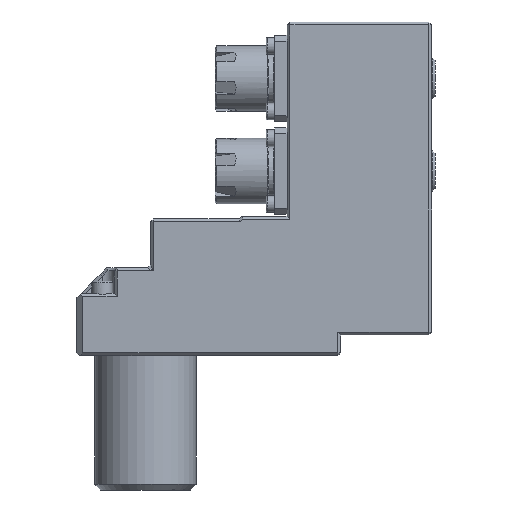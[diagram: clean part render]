
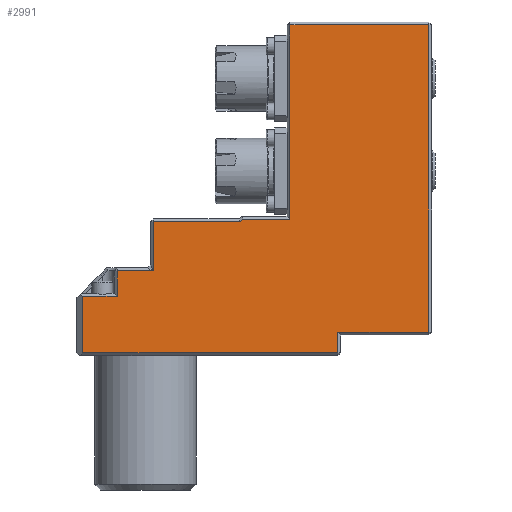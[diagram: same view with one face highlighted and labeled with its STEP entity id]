
A CAD part, front view. The second image highlights one B-rep face of the part: STEP entity #2991.
In plain terms, the highlighted face is planar.
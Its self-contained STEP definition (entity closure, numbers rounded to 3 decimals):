
#143=LINE('',#4525,#415);
#185=LINE('',#4648,#457);
#228=LINE('',#4750,#500);
#231=LINE('',#4756,#503);
#237=LINE('',#4765,#509);
#240=LINE('',#4771,#512);
#247=LINE('',#4791,#519);
#255=LINE('',#4833,#527);
#256=LINE('',#4835,#528);
#262=LINE('',#4847,#534);
#264=LINE('',#4850,#536);
#269=LINE('',#4859,#541);
#271=LINE('',#4862,#543);
#276=LINE('',#4869,#548);
#415=VECTOR('',#3692,19.);
#457=VECTOR('',#3762,8.5);
#500=VECTOR('',#3843,16.5);
#503=VECTOR('',#3848,29.214);
#509=VECTOR('',#3860,12.2);
#512=VECTOR('',#3865,1.131);
#519=VECTOR('',#3884,15.786);
#527=VECTOR('',#3898,65.2);
#528=VECTOR('',#3901,46.5);
#534=VECTOR('',#3913,11.5);
#536=VECTOR('',#3917,103.);
#541=VECTOR('',#3926,30.5);
#543=VECTOR('',#3930,7.);
#548=VECTOR('',#3939,85.5);
#716=PLANE('',#3247);
#987=FACE_OUTER_BOUND('',#1236,.T.);
#1236=EDGE_LOOP('',(#2521,#2522,#2523,#2524,#2525,#2526,#2527,#2528,#2529,
#2530,#2531,#2532,#2533,#2534));
#1503=VERTEX_POINT('',#4522);
#1504=VERTEX_POINT('',#4524);
#1511=VERTEX_POINT('',#4540);
#1520=VERTEX_POINT('',#4565);
#1526=VERTEX_POINT('',#4582);
#1536=VERTEX_POINT('',#4635);
#1539=VERTEX_POINT('',#4643);
#1540=VERTEX_POINT('',#4647);
#1555=VERTEX_POINT('',#4698);
#1562=VERTEX_POINT('',#4716);
#1572=VERTEX_POINT('',#4755);
#1574=VERTEX_POINT('',#4770);
#1578=VERTEX_POINT('',#4790);
#1590=VERTEX_POINT('',#4858);
#1789=EDGE_CURVE('',#1503,#1504,#143,.T.);
#1834=EDGE_CURVE('',#1540,#1539,#185,.T.);
#1881=EDGE_CURVE('',#1555,#1562,#228,.T.);
#1884=EDGE_CURVE('',#1562,#1572,#231,.T.);
#1890=EDGE_CURVE('',#1539,#1555,#237,.T.);
#1893=EDGE_CURVE('',#1572,#1574,#240,.T.);
#1903=EDGE_CURVE('',#1574,#1578,#247,.T.);
#1914=EDGE_CURVE('',#1578,#1536,#255,.T.);
#1915=EDGE_CURVE('',#1536,#1526,#256,.T.);
#1922=EDGE_CURVE('',#1504,#1540,#262,.T.);
#1924=EDGE_CURVE('',#1526,#1520,#264,.T.);
#1929=EDGE_CURVE('',#1520,#1590,#269,.T.);
#1931=EDGE_CURVE('',#1590,#1511,#271,.T.);
#1936=EDGE_CURVE('',#1511,#1503,#276,.T.);
#2521=ORIENTED_EDGE('',*,*,#1936,.F.);
#2522=ORIENTED_EDGE('',*,*,#1931,.F.);
#2523=ORIENTED_EDGE('',*,*,#1929,.F.);
#2524=ORIENTED_EDGE('',*,*,#1924,.F.);
#2525=ORIENTED_EDGE('',*,*,#1915,.F.);
#2526=ORIENTED_EDGE('',*,*,#1914,.F.);
#2527=ORIENTED_EDGE('',*,*,#1903,.F.);
#2528=ORIENTED_EDGE('',*,*,#1893,.F.);
#2529=ORIENTED_EDGE('',*,*,#1884,.F.);
#2530=ORIENTED_EDGE('',*,*,#1881,.F.);
#2531=ORIENTED_EDGE('',*,*,#1890,.F.);
#2532=ORIENTED_EDGE('',*,*,#1834,.F.);
#2533=ORIENTED_EDGE('',*,*,#1922,.F.);
#2534=ORIENTED_EDGE('',*,*,#1789,.F.);
#2991=ADVANCED_FACE('',(#987),#716,.T.);
#3247=AXIS2_PLACEMENT_3D('',#4929,#3949,#3950);
#3692=DIRECTION('',(-1.,0.,0.));
#3762=DIRECTION('',(-1.,0.,0.));
#3843=DIRECTION('',(-1.,0.,0.));
#3848=DIRECTION('',(0.,1.,0.));
#3860=DIRECTION('',(0.,1.,0.));
#3865=DIRECTION('',(-0.707,0.707,0.));
#3884=DIRECTION('',(0.,1.,0.));
#3898=DIRECTION('',(-1.,0.,0.));
#3901=DIRECTION('',(0.,1.,0.));
#3913=DIRECTION('',(0.,1.,0.));
#3917=DIRECTION('',(1.,0.,0.));
#3926=DIRECTION('',(0.,-1.,0.));
#3930=DIRECTION('',(1.,0.,0.));
#3939=DIRECTION('',(0.,-1.,0.));
#3949=DIRECTION('center_axis',(0.,0.,1.));
#3950=DIRECTION('ref_axis',(1.,0.,0.));
#4522=CARTESIAN_POINT('',(-1.,2.,37.7));
#4524=CARTESIAN_POINT('',(-20.,2.,37.7));
#4525=CARTESIAN_POINT('',(-37.518,2.,37.7));
#4540=CARTESIAN_POINT('',(-1.,87.5,37.7));
#4565=CARTESIAN_POINT('',(-8.,118.,37.7));
#4582=CARTESIAN_POINT('',(-111.,118.,37.7));
#4635=CARTESIAN_POINT('',(-111.,71.5,37.7));
#4643=CARTESIAN_POINT('',(-28.5,13.5,37.7));
#4647=CARTESIAN_POINT('',(-20.,13.5,37.7));
#4648=CARTESIAN_POINT('',(-37.518,13.5,37.7));
#4698=CARTESIAN_POINT('',(-28.5,25.7,37.7));
#4716=CARTESIAN_POINT('',(-45.,25.7,37.7));
#4750=CARTESIAN_POINT('',(-45.768,25.7,37.7));
#4755=CARTESIAN_POINT('',(-45.,54.914,37.7));
#4756=CARTESIAN_POINT('',(-45.,62.232,37.7));
#4765=CARTESIAN_POINT('',(-28.5,47.332,37.7));
#4770=CARTESIAN_POINT('',(-45.8,55.714,37.7));
#4771=CARTESIAN_POINT('',(-49.243,59.157,37.7));
#4790=CARTESIAN_POINT('',(-45.8,71.5,37.7));
#4791=CARTESIAN_POINT('',(-45.8,70.232,37.7));
#4833=CARTESIAN_POINT('',(-78.768,71.5,37.7));
#4835=CARTESIAN_POINT('',(-111.,94.482,37.7));
#4847=CARTESIAN_POINT('',(-20.,38.107,37.7));
#4850=CARTESIAN_POINT('',(-26.268,118.,37.7));
#4858=CARTESIAN_POINT('',(-8.,87.5,37.7));
#4859=CARTESIAN_POINT('',(-8.,79.232,37.7));
#4862=CARTESIAN_POINT('',(-22.768,87.5,37.7));
#4869=CARTESIAN_POINT('',(-1.,34.982,37.7));
#4929=CARTESIAN_POINT('Origin',(-45.536,69.964,37.7));
